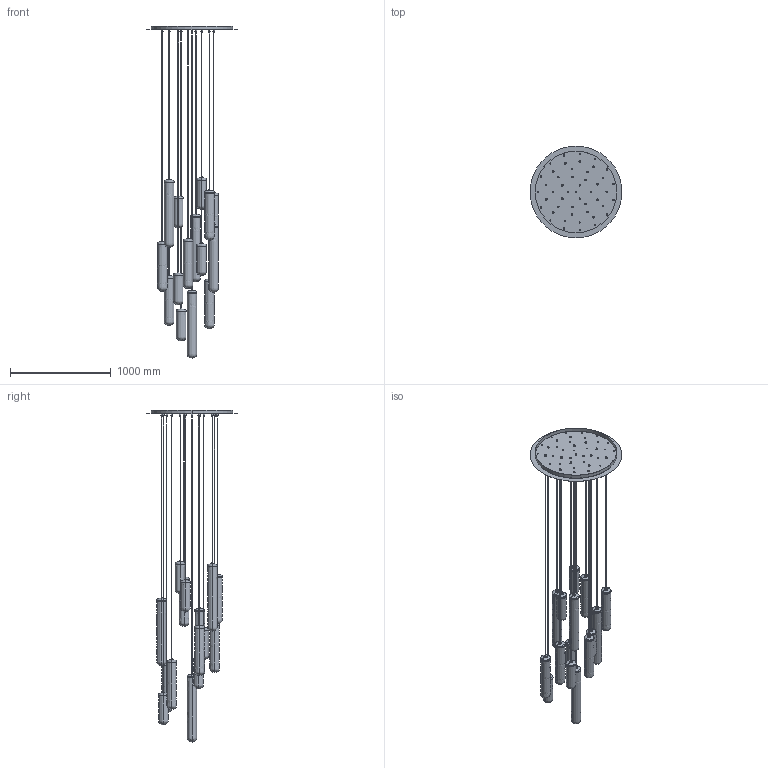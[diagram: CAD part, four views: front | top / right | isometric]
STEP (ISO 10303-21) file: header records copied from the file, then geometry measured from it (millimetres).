
FILE_DESCRIPTION(/* description */ (''),/* implementation_level */ '2;1');
FILE_NAME(/* name */ '15 Helena',/* time_stamp */ '2024-06-10T12:12:39-05:00',/* author */ (''),/* organization */ (''),/* preprocessor_version */ 'ST-DEVELOPER v19.2',/* originating_system */ 'Rhino 8.2',/* authorisation */ '');
FILE_SCHEMA (('CONFIG_CONTROL_DESIGN'));
Length unit declared in the file: inch
Products named in the file (4): Document; L; M; S
Bounding box: 914.4 x 914.4 x 3303.01 mm (x, y, z)
Volume: 15951357 mm3; surface area: 8073964.6 mm2
Topology: 107 solids, 107 shells, 1262 faces, 4419 edges, 5005 vertices
Faces by surface type: cylinder 522, bspline 450, plane 290
Entity records: 51959 total; most frequent: CARTESIAN_POINT 36200, DIRECTION 3432, ORIENTED_EDGE 2388, AXIS2_PLACEMENT_3D 1948, CIRCLE 1460, TRIMMED_CURVE 1260, EDGE_CURVE 1194, EDGE_LOOP 747
